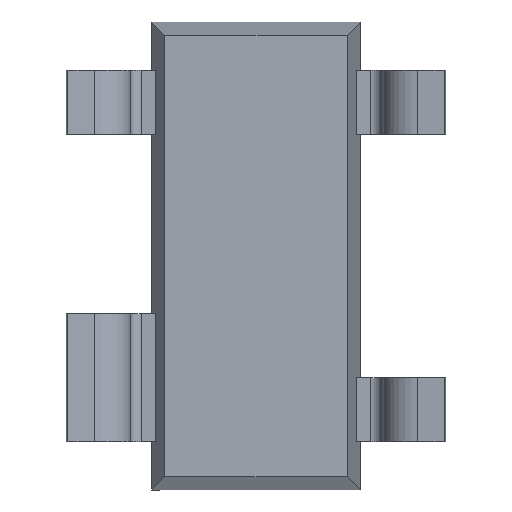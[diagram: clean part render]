
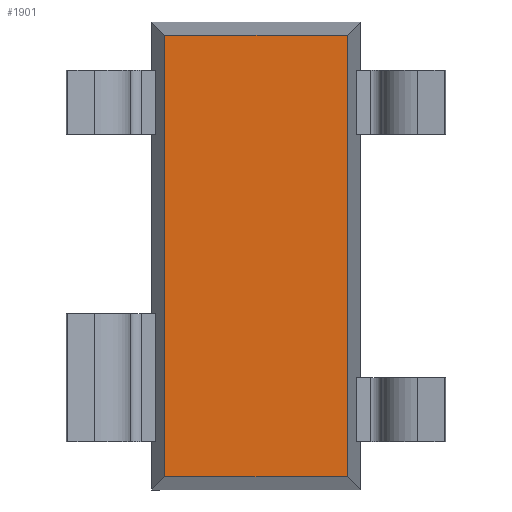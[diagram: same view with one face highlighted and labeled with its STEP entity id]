
A CAD part, front view. The second image highlights one B-rep face of the part: STEP entity #1901.
In plain terms, the highlighted planar face has unit normal (0, -1, 0).
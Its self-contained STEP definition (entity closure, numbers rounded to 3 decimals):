
#60 = VECTOR ( 'NONE', #317, 1000. ) ;
#202 = CARTESIAN_POINT ( 'NONE',  ( 0.65, 0.15, 1.378 ) ) ;
#215 = EDGE_CURVE ( 'NONE', #371, #920, #1628, .T. ) ;
#243 = PLANE ( 'NONE',  #786 ) ;
#249 = CARTESIAN_POINT ( 'NONE',  ( 0., 0.15, 0. ) ) ;
#296 = CARTESIAN_POINT ( 'NONE',  ( 0.568, 0.15, -1.378 ) ) ;
#317 = DIRECTION ( 'NONE',  ( 0., 0., -1. ) ) ;
#343 = EDGE_LOOP ( 'NONE', ( #1848, #476, #1377, #373 ) ) ;
#371 = VERTEX_POINT ( 'NONE', #296 ) ;
#373 = ORIENTED_EDGE ( 'NONE', *, *, #1343, .T. ) ;
#476 = ORIENTED_EDGE ( 'NONE', *, *, #627, .T. ) ;
#600 = LINE ( 'NONE', #202, #2034 ) ;
#627 = EDGE_CURVE ( 'NONE', #920, #1199, #600, .T. ) ;
#696 = DIRECTION ( 'NONE',  ( -1., 0., 0. ) ) ;
#786 = AXIS2_PLACEMENT_3D ( 'NONE', #249, #1526, #1829 ) ;
#801 = CARTESIAN_POINT ( 'NONE',  ( -0.568, 0.15, 1.46 ) ) ;
#846 = DIRECTION ( 'NONE',  ( 1., 0., 0. ) ) ;
#878 = FACE_OUTER_BOUND ( 'NONE', #343, .T. ) ;
#913 = VECTOR ( 'NONE', #846, 1000. ) ;
#920 = VERTEX_POINT ( 'NONE', #1716 ) ;
#958 = LINE ( 'NONE', #801, #60 ) ;
#1120 = EDGE_CURVE ( 'NONE', #1199, #1255, #958, .T. ) ;
#1199 = VERTEX_POINT ( 'NONE', #1303 ) ;
#1255 = VERTEX_POINT ( 'NONE', #1923 ) ;
#1303 = CARTESIAN_POINT ( 'NONE',  ( -0.568, 0.15, 1.378 ) ) ;
#1343 = EDGE_CURVE ( 'NONE', #1255, #371, #1603, .T. ) ;
#1377 = ORIENTED_EDGE ( 'NONE', *, *, #1120, .T. ) ;
#1395 = DIRECTION ( 'NONE',  ( 0., 0., 1. ) ) ;
#1497 = CARTESIAN_POINT ( 'NONE',  ( -0.65, 0.15, -1.378 ) ) ;
#1526 = DIRECTION ( 'NONE',  ( 0., -1., 0. ) ) ;
#1603 = LINE ( 'NONE', #1497, #913 ) ;
#1628 = LINE ( 'NONE', #1666, #1731 ) ;
#1666 = CARTESIAN_POINT ( 'NONE',  ( 0.568, 0.15, -1.46 ) ) ;
#1716 = CARTESIAN_POINT ( 'NONE',  ( 0.568, 0.15, 1.378 ) ) ;
#1731 = VECTOR ( 'NONE', #1395, 1000. ) ;
#1829 = DIRECTION ( 'NONE',  ( 1., 0., 0. ) ) ;
#1848 = ORIENTED_EDGE ( 'NONE', *, *, #215, .T. ) ;
#1901 = ADVANCED_FACE ( 'NONE', ( #878 ), #243, .T. ) ;
#1923 = CARTESIAN_POINT ( 'NONE',  ( -0.568, 0.15, -1.378 ) ) ;
#2034 = VECTOR ( 'NONE', #696, 1000. ) ;
